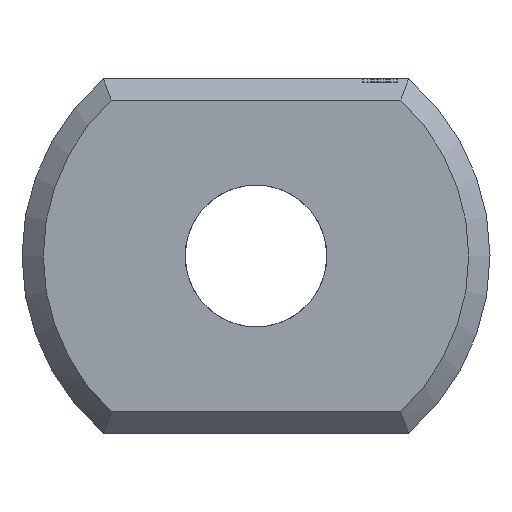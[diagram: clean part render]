
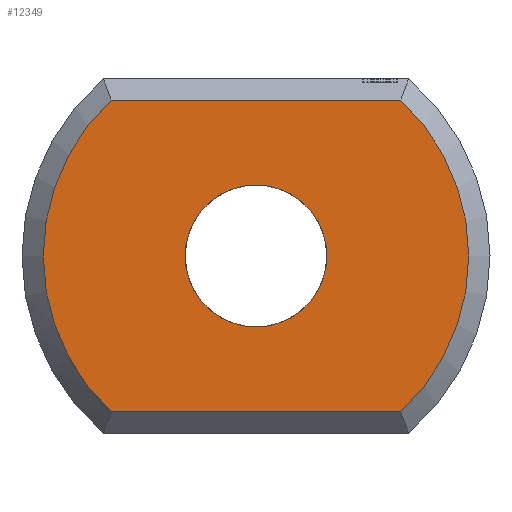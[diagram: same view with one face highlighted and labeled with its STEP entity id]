
A CAD part, left-side view. The second image highlights one B-rep face of the part: STEP entity #12349.
In plain terms, the highlighted planar face has unit normal (-1, 0, 0).
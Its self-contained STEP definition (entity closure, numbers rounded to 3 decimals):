
#298 = PLANE('',#299);
#299 = AXIS2_PLACEMENT_3D('',#300,#301,#302);
#300 = CARTESIAN_POINT('',(0.15,-2.154,-2.35));
#301 = DIRECTION('',(-0.707,0.,-0.707));
#302 = DIRECTION('',(0.,-1.,0.));
#725 = CONICAL_SURFACE('',#726,3.3,0.785);
#726 = AXIS2_PLACEMENT_3D('',#727,#728,#729);
#727 = CARTESIAN_POINT('',(0.3,0.,0.));
#728 = DIRECTION('',(1.,0.,0.));
#729 = DIRECTION('',(0.,0.653,-0.758));
#872 = CONICAL_SURFACE('',#873,3.3,0.785);
#873 = AXIS2_PLACEMENT_3D('',#874,#875,#876);
#874 = CARTESIAN_POINT('',(0.3,0.,0.));
#875 = DIRECTION('',(1.,0.,0.));
#876 = DIRECTION('',(0.,-0.653,0.758));
#909 = VERTEX_POINT('',#910);
#910 = CARTESIAN_POINT('',(0.,-2.04,-2.2));
#937 = VERTEX_POINT('',#938);
#938 = CARTESIAN_POINT('',(0.,2.04,-2.2));
#963 = EDGE_CURVE('',#909,#937,#964,.T.);
#964 = SURFACE_CURVE('',#965,(#969,#976),.PCURVE_S1.);
#965 = LINE('',#966,#967);
#966 = CARTESIAN_POINT('',(0.,-2.154,-2.2));
#967 = VECTOR('',#968,1.);
#968 = DIRECTION('',(0.,1.,0.));
#969 = PCURVE('',#298,#970);
#970 = DEFINITIONAL_REPRESENTATION('',(#971),#975);
#971 = LINE('',#972,#973);
#972 = CARTESIAN_POINT('',(0.,0.212));
#973 = VECTOR('',#974,1.);
#974 = DIRECTION('',(-1.,0.));
#975 = ( GEOMETRIC_REPRESENTATION_CONTEXT(2) 
PARAMETRIC_REPRESENTATION_CONTEXT() REPRESENTATION_CONTEXT('2D SPACE',''
  ) );
#976 = PCURVE('',#977,#982);
#977 = PLANE('',#978);
#978 = AXIS2_PLACEMENT_3D('',#979,#980,#981);
#979 = CARTESIAN_POINT('',(0.,0.,
    0.));
#980 = DIRECTION('',(1.,0.,0.));
#981 = DIRECTION('',(0.,0.,1.));
#982 = DEFINITIONAL_REPRESENTATION('',(#983),#987);
#983 = LINE('',#984,#985);
#984 = CARTESIAN_POINT('',(-2.2,2.154));
#985 = VECTOR('',#986,1.);
#986 = DIRECTION('',(0.,-1.));
#987 = ( GEOMETRIC_REPRESENTATION_CONTEXT(2) 
PARAMETRIC_REPRESENTATION_CONTEXT() REPRESENTATION_CONTEXT('2D SPACE',''
  ) );
#1763 = PLANE('',#1764);
#1764 = AXIS2_PLACEMENT_3D('',#1765,#1766,#1767);
#1765 = CARTESIAN_POINT('',(0.15,-2.154,2.35));
#1766 = DIRECTION('',(0.707,0.,-0.707
    ));
#1767 = DIRECTION('',(0.,-1.,0.));
#12136 = VERTEX_POINT('',#12137);
#12137 = CARTESIAN_POINT('',(0.,2.04,2.2));
#12162 = EDGE_CURVE('',#937,#12136,#12163,.T.);
#12163 = SURFACE_CURVE('',#12164,(#12169,#12176),.PCURVE_S1.);
#12164 = CIRCLE('',#12165,3.);
#12165 = AXIS2_PLACEMENT_3D('',#12166,#12167,#12168);
#12166 = CARTESIAN_POINT('',(0.,0.,
    0.));
#12167 = DIRECTION('',(1.,0.,0.));
#12168 = DIRECTION('',(0.,0.653,-0.758)
  );
#12169 = PCURVE('',#725,#12170);
#12170 = DEFINITIONAL_REPRESENTATION('',(#12171),#12175);
#12171 = LINE('',#12172,#12173);
#12172 = CARTESIAN_POINT('',(0.,-0.3));
#12173 = VECTOR('',#12174,1.);
#12174 = DIRECTION('',(1.,-0.));
#12175 = ( GEOMETRIC_REPRESENTATION_CONTEXT(2) 
PARAMETRIC_REPRESENTATION_CONTEXT() REPRESENTATION_CONTEXT('2D SPACE',''
  ) );
#12176 = PCURVE('',#977,#12177);
#12177 = DEFINITIONAL_REPRESENTATION('',(#12178),#12182);
#12178 = CIRCLE('',#12179,3.);
#12179 = AXIS2_PLACEMENT_2D('',#12180,#12181);
#12180 = CARTESIAN_POINT('',(0.,0.));
#12181 = DIRECTION('',(-0.758,-0.653));
#12182 = ( GEOMETRIC_REPRESENTATION_CONTEXT(2) 
PARAMETRIC_REPRESENTATION_CONTEXT() REPRESENTATION_CONTEXT('2D SPACE',''
  ) );
#12300 = VERTEX_POINT('',#12301);
#12301 = CARTESIAN_POINT('',(0.,-2.04,2.2));
#12328 = EDGE_CURVE('',#12300,#909,#12329,.T.);
#12329 = SURFACE_CURVE('',#12330,(#12335,#12342),.PCURVE_S1.);
#12330 = CIRCLE('',#12331,3.);
#12331 = AXIS2_PLACEMENT_3D('',#12332,#12333,#12334);
#12332 = CARTESIAN_POINT('',(0.,0.,
    0.));
#12333 = DIRECTION('',(1.,0.,0.));
#12334 = DIRECTION('',(0.,-0.653,0.758)
  );
#12335 = PCURVE('',#872,#12336);
#12336 = DEFINITIONAL_REPRESENTATION('',(#12337),#12341);
#12337 = LINE('',#12338,#12339);
#12338 = CARTESIAN_POINT('',(0.,-0.3));
#12339 = VECTOR('',#12340,1.);
#12340 = DIRECTION('',(1.,-0.));
#12341 = ( GEOMETRIC_REPRESENTATION_CONTEXT(2) 
PARAMETRIC_REPRESENTATION_CONTEXT() REPRESENTATION_CONTEXT('2D SPACE',''
  ) );
#12342 = PCURVE('',#977,#12343);
#12343 = DEFINITIONAL_REPRESENTATION('',(#12344),#12348);
#12344 = CIRCLE('',#12345,3.);
#12345 = AXIS2_PLACEMENT_2D('',#12346,#12347);
#12346 = CARTESIAN_POINT('',(0.,0.));
#12347 = DIRECTION('',(0.758,0.653));
#12348 = ( GEOMETRIC_REPRESENTATION_CONTEXT(2) 
PARAMETRIC_REPRESENTATION_CONTEXT() REPRESENTATION_CONTEXT('2D SPACE',''
  ) );
#12349 = ADVANCED_FACE('',(#12350,#12376),#977,.F.);
#12350 = FACE_BOUND('',#12351,.F.);
#12351 = EDGE_LOOP('',(#12352,#12353,#12374,#12375));
#12352 = ORIENTED_EDGE('',*,*,#12162,.T.);
#12353 = ORIENTED_EDGE('',*,*,#12354,.F.);
#12354 = EDGE_CURVE('',#12300,#12136,#12355,.T.);
#12355 = SURFACE_CURVE('',#12356,(#12360,#12367),.PCURVE_S1.);
#12356 = LINE('',#12357,#12358);
#12357 = CARTESIAN_POINT('',(0.,-2.154,2.2));
#12358 = VECTOR('',#12359,1.);
#12359 = DIRECTION('',(0.,1.,0.));
#12360 = PCURVE('',#977,#12361);
#12361 = DEFINITIONAL_REPRESENTATION('',(#12362),#12366);
#12362 = LINE('',#12363,#12364);
#12363 = CARTESIAN_POINT('',(2.2,2.154));
#12364 = VECTOR('',#12365,1.);
#12365 = DIRECTION('',(0.,-1.));
#12366 = ( GEOMETRIC_REPRESENTATION_CONTEXT(2) 
PARAMETRIC_REPRESENTATION_CONTEXT() REPRESENTATION_CONTEXT('2D SPACE',''
  ) );
#12367 = PCURVE('',#1763,#12368);
#12368 = DEFINITIONAL_REPRESENTATION('',(#12369),#12373);
#12369 = LINE('',#12370,#12371);
#12370 = CARTESIAN_POINT('',(0.,0.212));
#12371 = VECTOR('',#12372,1.);
#12372 = DIRECTION('',(-1.,0.));
#12373 = ( GEOMETRIC_REPRESENTATION_CONTEXT(2) 
PARAMETRIC_REPRESENTATION_CONTEXT() REPRESENTATION_CONTEXT('2D SPACE',''
  ) );
#12374 = ORIENTED_EDGE('',*,*,#12328,.T.);
#12375 = ORIENTED_EDGE('',*,*,#963,.T.);
#12376 = FACE_BOUND('',#12377,.T.);
#12377 = EDGE_LOOP('',(#12378));
#12378 = ORIENTED_EDGE('',*,*,#12379,.T.);
#12379 = EDGE_CURVE('',#12380,#12380,#12382,.T.);
#12380 = VERTEX_POINT('',#12381);
#12381 = CARTESIAN_POINT('',(0.,1.,0.));
#12382 = SURFACE_CURVE('',#12383,(#12388,#12395),.PCURVE_S1.);
#12383 = CIRCLE('',#12384,1.);
#12384 = AXIS2_PLACEMENT_3D('',#12385,#12386,#12387);
#12385 = CARTESIAN_POINT('',(0.,0.,0.));
#12386 = DIRECTION('',(1.,0.,0.));
#12387 = DIRECTION('',(0.,1.,0.));
#12388 = PCURVE('',#977,#12389);
#12389 = DEFINITIONAL_REPRESENTATION('',(#12390),#12394);
#12390 = CIRCLE('',#12391,1.);
#12391 = AXIS2_PLACEMENT_2D('',#12392,#12393);
#12392 = CARTESIAN_POINT('',(0.,0.));
#12393 = DIRECTION('',(0.,-1.));
#12394 = ( GEOMETRIC_REPRESENTATION_CONTEXT(2) 
PARAMETRIC_REPRESENTATION_CONTEXT() REPRESENTATION_CONTEXT('2D SPACE',''
  ) );
#12395 = PCURVE('',#12396,#12401);
#12396 = CYLINDRICAL_SURFACE('',#12397,1.);
#12397 = AXIS2_PLACEMENT_3D('',#12398,#12399,#12400);
#12398 = CARTESIAN_POINT('',(0.,0.,0.));
#12399 = DIRECTION('',(-1.,0.,0.));
#12400 = DIRECTION('',(0.,1.,0.));
#12401 = DEFINITIONAL_REPRESENTATION('',(#12402),#12406);
#12402 = LINE('',#12403,#12404);
#12403 = CARTESIAN_POINT('',(-0.,0.));
#12404 = VECTOR('',#12405,1.);
#12405 = DIRECTION('',(-1.,0.));
#12406 = ( GEOMETRIC_REPRESENTATION_CONTEXT(2) 
PARAMETRIC_REPRESENTATION_CONTEXT() REPRESENTATION_CONTEXT('2D SPACE',''
  ) );
